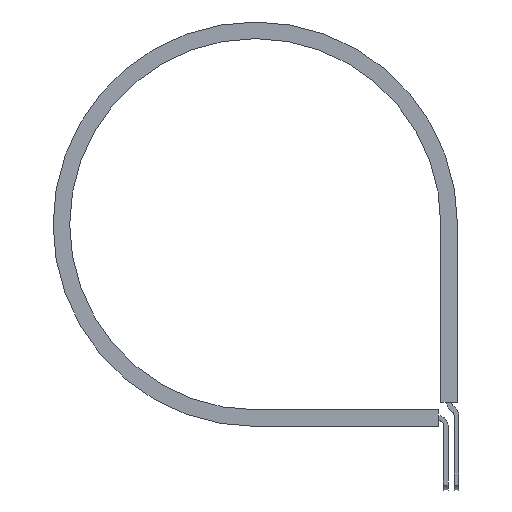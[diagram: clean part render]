
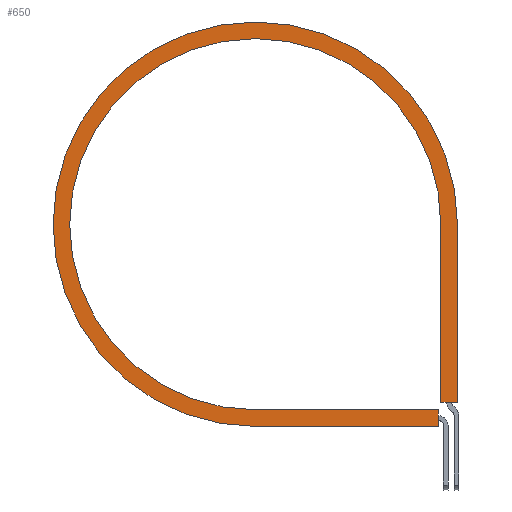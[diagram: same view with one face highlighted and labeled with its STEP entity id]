
A CAD part, front view. The second image highlights one B-rep face of the part: STEP entity #650.
In plain terms, the highlighted planar face has unit normal (0, -1, 0).
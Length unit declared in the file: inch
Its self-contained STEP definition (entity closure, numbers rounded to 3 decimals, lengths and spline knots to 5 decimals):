
#9 = CARTESIAN_POINT ( 'NONE',  ( 0., -0.31, 0. ) ) ;
#27 = CARTESIAN_POINT ( 'NONE',  ( 1.8497, -0.31, -1.875 ) ) ;
#43 = VERTEX_POINT ( 'NONE', #1502 ) ;
#68 = DIRECTION ( 'NONE',  ( -1., 0., 0. ) ) ;
#70 = CARTESIAN_POINT ( 'NONE',  ( 1.8497, -0.31, -2.043 ) ) ;
#78 = VERTEX_POINT ( 'NONE', #193 ) ;
#83 = DIRECTION ( 'NONE',  ( 0., 0., -1. ) ) ;
#118 = DIRECTION ( 'NONE',  ( 0., 0., -1. ) ) ;
#139 = CARTESIAN_POINT ( 'NONE',  ( 2.043, -0.31, 0. ) ) ;
#146 = ORIENTED_EDGE ( 'NONE', *, *, #1399, .F. ) ;
#157 = ORIENTED_EDGE ( 'NONE', *, *, #379, .T. ) ;
#180 = VERTEX_POINT ( 'NONE', #70 ) ;
#193 = CARTESIAN_POINT ( 'NONE',  ( 0., -0.31, -1.875 ) ) ;
#242 = LINE ( 'NONE', #1101, #459 ) ;
#252 = LINE ( 'NONE', #1338, #962 ) ;
#258 = CARTESIAN_POINT ( 'NONE',  ( 1.875, -0.31, -1.80065 ) ) ;
#287 = LINE ( 'NONE', #974, #1117 ) ;
#296 = LINE ( 'NONE', #1432, #595 ) ;
#304 = DIRECTION ( 'NONE',  ( 1., 0., 0. ) ) ;
#312 = EDGE_CURVE ( 'NONE', #43, #337, #296, .T. ) ;
#337 = VERTEX_POINT ( 'NONE', #258 ) ;
#379 = EDGE_CURVE ( 'NONE', #892, #180, #252, .T. ) ;
#413 = DIRECTION ( 'NONE',  ( 0., 0., -1. ) ) ;
#436 = AXIS2_PLACEMENT_3D ( 'NONE', #1712, #987, #118 ) ;
#446 = VERTEX_POINT ( 'NONE', #139 ) ;
#459 = VECTOR ( 'NONE', #68, 39.37008 ) ;
#549 = FACE_OUTER_BOUND ( 'NONE', #888, .T. ) ;
#595 = VECTOR ( 'NONE', #83, 39.37008 ) ;
#639 = ORIENTED_EDGE ( 'NONE', *, *, #747, .F. ) ;
#650 = ADVANCED_FACE ( 'NONE', ( #549 ), #1052, .T. ) ;
#691 = CARTESIAN_POINT ( 'NONE',  ( 0., -0.31, -1.875 ) ) ;
#709 = VECTOR ( 'NONE', #835, 39.37008 ) ;
#740 = VERTEX_POINT ( 'NONE', #1605 ) ;
#747 = EDGE_CURVE ( 'NONE', #740, #337, #242, .T. ) ;
#835 = DIRECTION ( 'NONE',  ( 1., 0., 0. ) ) ;
#888 = EDGE_LOOP ( 'NONE', ( #639, #1178, #1206, #157, #1546, #1074, #146, #1614 ) ) ;
#892 = VERTEX_POINT ( 'NONE', #978 ) ;
#962 = VECTOR ( 'NONE', #304, 39.37008 ) ;
#974 = CARTESIAN_POINT ( 'NONE',  ( 1.8497, -0.31, -1.875 ) ) ;
#978 = CARTESIAN_POINT ( 'NONE',  ( 0., -0.31, -2.043 ) ) ;
#987 = DIRECTION ( 'NONE',  ( 0., -1., 0. ) ) ;
#989 = CIRCLE ( 'NONE', #1437, 1.875 ) ;
#995 = DIRECTION ( 'NONE',  ( 0., 0., 1. ) ) ;
#1052 = PLANE ( 'NONE',  #1654 ) ;
#1074 = ORIENTED_EDGE ( 'NONE', *, *, #1503, .F. ) ;
#1101 = CARTESIAN_POINT ( 'NONE',  ( 1.875, -0.31, -1.80065 ) ) ;
#1117 = VECTOR ( 'NONE', #995, 39.37008 ) ;
#1171 = CARTESIAN_POINT ( 'NONE',  ( 1.875, -0.31, 0. ) ) ;
#1178 = ORIENTED_EDGE ( 'NONE', *, *, #1520, .F. ) ;
#1180 = DIRECTION ( 'NONE',  ( 0., -1., 0. ) ) ;
#1181 = DIRECTION ( 'NONE',  ( 0., -1., 0. ) ) ;
#1186 = DIRECTION ( 'NONE',  ( 1., 0., 0. ) ) ;
#1206 = ORIENTED_EDGE ( 'NONE', *, *, #1549, .T. ) ;
#1257 = EDGE_CURVE ( 'NONE', #180, #1430, #287, .T. ) ;
#1265 = DIRECTION ( 'NONE',  ( 0., 0., -1. ) ) ;
#1280 = LINE ( 'NONE', #691, #709 ) ;
#1338 = CARTESIAN_POINT ( 'NONE',  ( 0., -0.31, -2.043 ) ) ;
#1399 = EDGE_CURVE ( 'NONE', #43, #78, #989, .T. ) ;
#1430 = VERTEX_POINT ( 'NONE', #27 ) ;
#1432 = CARTESIAN_POINT ( 'NONE',  ( 1.875, -0.31, 0. ) ) ;
#1437 = AXIS2_PLACEMENT_3D ( 'NONE', #9, #1181, #1265 ) ;
#1502 = CARTESIAN_POINT ( 'NONE',  ( 1.875, -0.31, 0. ) ) ;
#1503 = EDGE_CURVE ( 'NONE', #78, #1430, #1280, .T. ) ;
#1520 = EDGE_CURVE ( 'NONE', #446, #740, #1608, .T. ) ;
#1546 = ORIENTED_EDGE ( 'NONE', *, *, #1257, .T. ) ;
#1549 = EDGE_CURVE ( 'NONE', #446, #892, #1682, .T. ) ;
#1557 = CARTESIAN_POINT ( 'NONE',  ( 2.043, -0.31, 0. ) ) ;
#1605 = CARTESIAN_POINT ( 'NONE',  ( 2.043, -0.31, -1.80065 ) ) ;
#1608 = LINE ( 'NONE', #1557, #1721 ) ;
#1614 = ORIENTED_EDGE ( 'NONE', *, *, #312, .T. ) ;
#1654 = AXIS2_PLACEMENT_3D ( 'NONE', #1171, #1180, #1186 ) ;
#1682 = CIRCLE ( 'NONE', #436, 2.043 ) ;
#1712 = CARTESIAN_POINT ( 'NONE',  ( 0., -0.31, 0. ) ) ;
#1721 = VECTOR ( 'NONE', #413, 39.37008 ) ;
